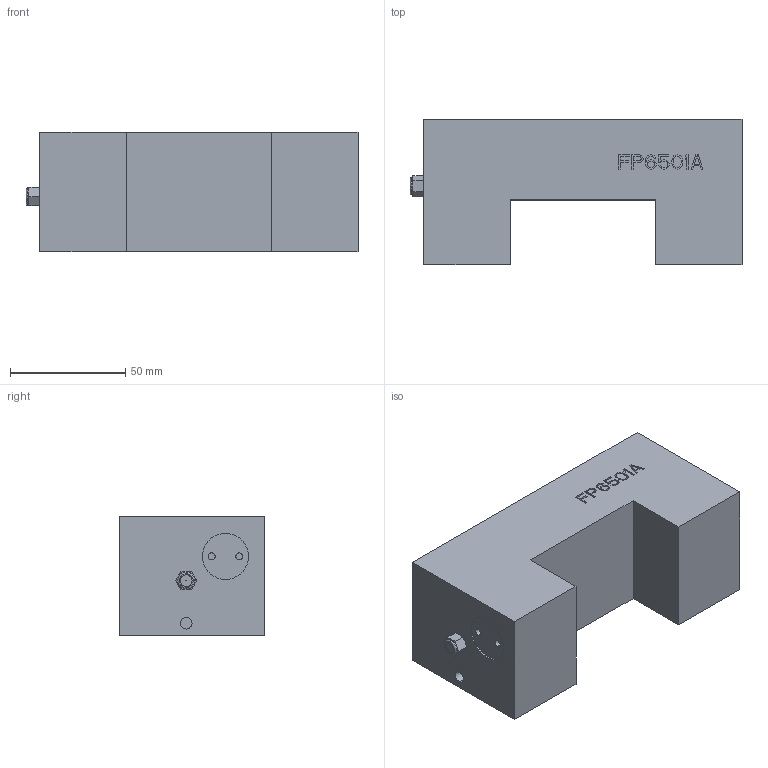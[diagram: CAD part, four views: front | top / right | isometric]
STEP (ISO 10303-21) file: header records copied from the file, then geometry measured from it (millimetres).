
FILE_DESCRIPTION((''),'2;1');
FILE_NAME('FP6501A','2023-06-21T11:32:43',('lx'),(''),'CREO PARAMETRIC BY PTC INC, 2018100','CREO PARAMETRIC BY PTC INC, 2018100','');
FILE_SCHEMA(('CONFIG_CONTROL_DESIGN'));
Length unit declared in the file: millimetre
Products named in the file (1): FP6501A
Bounding box: 144 x 63 x 52 mm (x, y, z)
Volume: 354245.1 mm3; surface area: 40716 mm2
Topology: 1 solids, 2 shells, 313 faces, 816 edges, 539 vertices
Faces by surface type: plane 247, cylinder 46, cone 16, torus 2, sphere 2
Entity records: 9584 total; most frequent: CARTESIAN_POINT 1780, ORIENTED_EDGE 1628, DIRECTION 1538, EDGE_CURVE 814, VECTOR 668, LINE 668, VERTEX_POINT 539, AXIS2_PLACEMENT_3D 435
